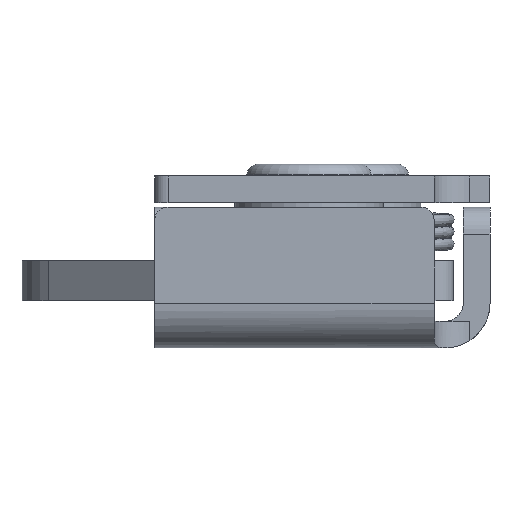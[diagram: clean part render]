
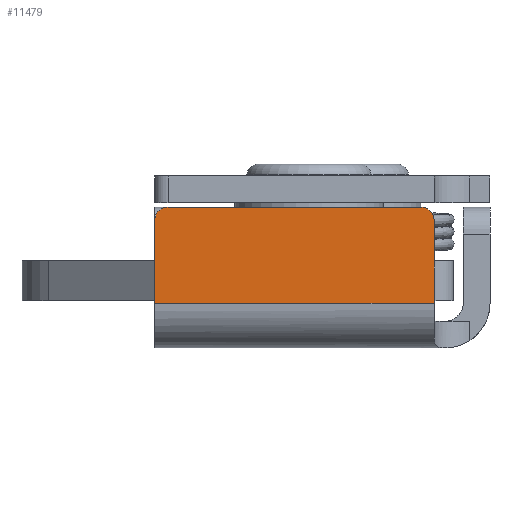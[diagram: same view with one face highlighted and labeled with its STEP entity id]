
A CAD part, left-side view. The second image highlights one B-rep face of the part: STEP entity #11479.
In plain terms, the highlighted planar face has unit normal (-1, 0, 0).
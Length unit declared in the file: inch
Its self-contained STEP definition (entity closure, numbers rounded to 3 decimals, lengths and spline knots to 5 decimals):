
#699=PLANE('',#12347);
#1266=FACE_OUTER_BOUND('',#1913,.T.);
#1913=EDGE_LOOP('',(#10068,#10069,#10070,#10071,#10072,#10073));
#3008=LINE('',#21284,#4100);
#3009=LINE('',#21287,#4101);
#3010=LINE('',#21289,#4102);
#3011=LINE('',#21292,#4103);
#4100=VECTOR('',#15071,0.3937);
#4101=VECTOR('',#15074,0.3937);
#4102=VECTOR('',#15075,0.3937);
#4103=VECTOR('',#15078,0.3937);
#4441=CIRCLE('',#12342,0.045);
#4445=CIRCLE('',#12348,0.045);
#5479=VERTEX_POINT('',#21269);
#5480=VERTEX_POINT('',#21270);
#5484=VERTEX_POINT('',#21282);
#5485=VERTEX_POINT('',#21286);
#5486=VERTEX_POINT('',#21288);
#5487=VERTEX_POINT('',#21290);
#7022=EDGE_CURVE('',#5479,#5480,#4441,.T.);
#7030=EDGE_CURVE('',#5484,#5480,#3008,.T.);
#7031=EDGE_CURVE('',#5484,#5485,#3009,.T.);
#7032=EDGE_CURVE('',#5485,#5486,#3010,.T.);
#7033=EDGE_CURVE('',#5486,#5487,#4445,.T.);
#7034=EDGE_CURVE('',#5479,#5487,#3011,.T.);
#10068=ORIENTED_EDGE('',*,*,#7022,.T.);
#10069=ORIENTED_EDGE('',*,*,#7030,.F.);
#10070=ORIENTED_EDGE('',*,*,#7031,.T.);
#10071=ORIENTED_EDGE('',*,*,#7032,.T.);
#10072=ORIENTED_EDGE('',*,*,#7033,.T.);
#10073=ORIENTED_EDGE('',*,*,#7034,.F.);
#11479=ADVANCED_FACE('',(#1266),#699,.F.);
#12342=AXIS2_PLACEMENT_3D('',#21271,#15057,#15058);
#12347=AXIS2_PLACEMENT_3D('',#21285,#15072,#15073);
#12348=AXIS2_PLACEMENT_3D('',#21291,#15076,#15077);
#15057=DIRECTION('center_axis',(-1.,0.,0.));
#15058=DIRECTION('ref_axis',(0.,0.707,0.707));
#15071=DIRECTION('',(0.,0.,1.));
#15072=DIRECTION('center_axis',(1.,0.,0.));
#15073=DIRECTION('ref_axis',(0.,0.,
-1.));
#15074=DIRECTION('',(0.,-1.,0.));
#15075=DIRECTION('',(0.,0.,1.));
#15076=DIRECTION('center_axis',(-1.,0.,0.));
#15077=DIRECTION('ref_axis',(0.,-0.707,0.707));
#15078=DIRECTION('',(0.,-1.,0.));
#21269=CARTESIAN_POINT('',(-1.202,0.473,0.4722));
#21270=CARTESIAN_POINT('',(-1.202,0.518,0.4272));
#21271=CARTESIAN_POINT('Origin',(-1.202,0.473,0.4272));
#21282=CARTESIAN_POINT('',(-1.202,0.518,0.1497));
#21284=CARTESIAN_POINT('',(-1.202,0.518,0.));
#21285=CARTESIAN_POINT('Origin',(-1.202,0.518,0.));
#21286=CARTESIAN_POINT('',(-1.202,-0.4195,0.1497));
#21287=CARTESIAN_POINT('',(-1.202,0.22485,0.1497));
#21288=CARTESIAN_POINT('',(-1.202,-0.4195,0.4272));
#21289=CARTESIAN_POINT('',(-1.202,-0.4195,0.));
#21290=CARTESIAN_POINT('',(-1.202,-0.3745,0.4722));
#21291=CARTESIAN_POINT('Origin',(-1.202,-0.3745,0.4272));
#21292=CARTESIAN_POINT('',(-1.202,0.518,0.4722));
